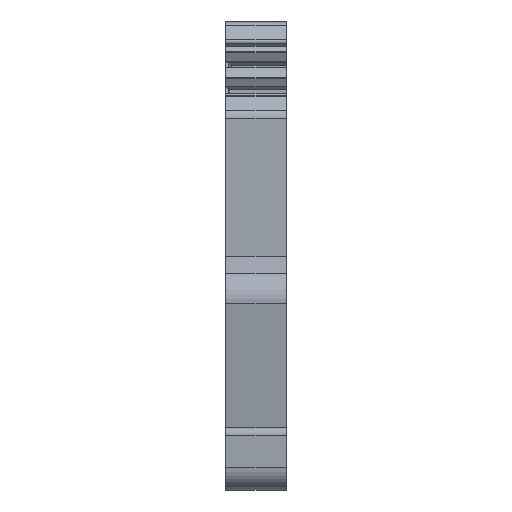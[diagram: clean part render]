
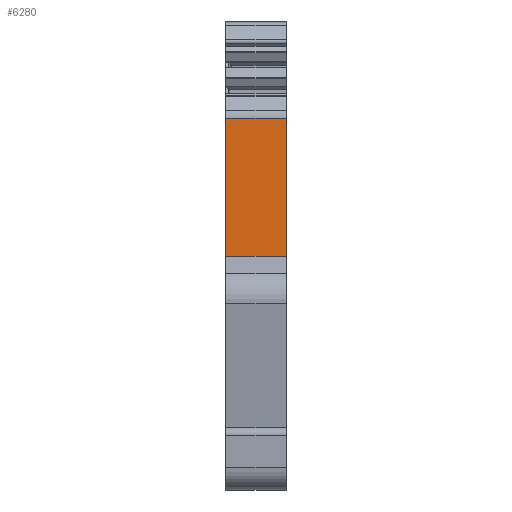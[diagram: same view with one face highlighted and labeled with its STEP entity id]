
A CAD part, front view. The second image highlights one B-rep face of the part: STEP entity #6280.
In plain terms, the highlighted planar face has unit normal (0, -1, 0).
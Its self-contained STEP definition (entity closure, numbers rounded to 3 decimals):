
#6262=AXIS2_PLACEMENT_3D('Plane Axis2P3D',#6259,#6260,#6261) ;
#890=CARTESIAN_POINT('Line Origine',(2.55,4.625,19.787)) ;
#894=CARTESIAN_POINT('Vertex',(5.1,4.625,19.787)) ;
#896=CARTESIAN_POINT('Vertex',(0.,4.625,19.787)) ;
#6237=CARTESIAN_POINT('Vertex',(0.,4.625,31.466)) ;
#6240=CARTESIAN_POINT('Line Origine',(2.55,4.625,31.466)) ;
#6244=CARTESIAN_POINT('Vertex',(5.1,4.625,31.466)) ;
#6259=CARTESIAN_POINT('Axis2P3D Location',(0.,4.625,31.466)) ;
#6264=CARTESIAN_POINT('Line Origine',(5.1,4.625,25.626)) ;
#6269=CARTESIAN_POINT('Line Origine',(0.,4.625,25.626)) ;
#891=DIRECTION('Vector Direction',(1.,0.,0.)) ;
#6241=DIRECTION('Vector Direction',(1.,0.,0.)) ;
#6260=DIRECTION('Axis2P3D Direction',(0.,-1.,0.)) ;
#6261=DIRECTION('Axis2P3D XDirection',(0.,0.,-1.)) ;
#6265=DIRECTION('Vector Direction',(0.,0.,-1.)) ;
#6270=DIRECTION('Vector Direction',(0.,0.,-1.)) ;
#892=VECTOR('Line Direction',#891,1.) ;
#6242=VECTOR('Line Direction',#6241,1.) ;
#6266=VECTOR('Line Direction',#6265,1.) ;
#6271=VECTOR('Line Direction',#6270,1.) ;
#6275=ORIENTED_EDGE('',*,*,#6268,.F.) ;
#6276=ORIENTED_EDGE('',*,*,#6246,.F.) ;
#6277=ORIENTED_EDGE('',*,*,#6273,.T.) ;
#6278=ORIENTED_EDGE('',*,*,#898,.F.) ;
#6280=ADVANCED_FACE('KLTR',(#6279),#6263,.T.) ;
#898=EDGE_CURVE('',#895,#897,#893,.F.) ;
#6246=EDGE_CURVE('',#6238,#6245,#6243,.T.) ;
#6268=EDGE_CURVE('',#6245,#895,#6267,.T.) ;
#6273=EDGE_CURVE('',#6238,#897,#6272,.T.) ;
#6274=EDGE_LOOP('',(#6275,#6276,#6277,#6278)) ;
#6279=FACE_OUTER_BOUND('',#6274,.T.) ;
#893=LINE('Line',#890,#892) ;
#6243=LINE('Line',#6240,#6242) ;
#6267=LINE('Line',#6264,#6266) ;
#6272=LINE('Line',#6269,#6271) ;
#6263=PLANE('',#6262) ;
#895=VERTEX_POINT('',#894) ;
#897=VERTEX_POINT('',#896) ;
#6238=VERTEX_POINT('',#6237) ;
#6245=VERTEX_POINT('',#6244) ;
